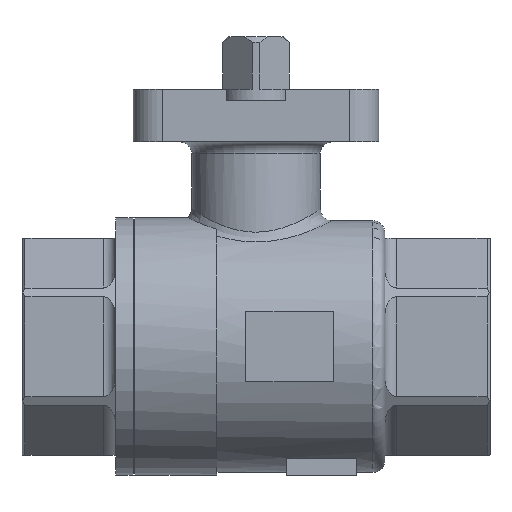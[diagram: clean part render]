
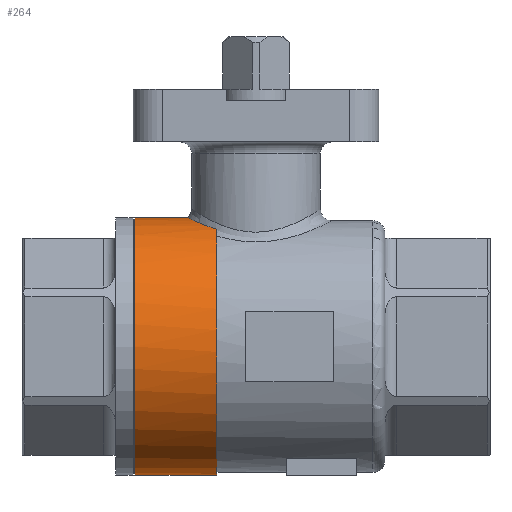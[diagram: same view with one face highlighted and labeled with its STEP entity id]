
A CAD part, left-side view. The second image highlights one B-rep face of the part: STEP entity #264.
In plain terms, the highlighted cylindrical face has radius 22 mm (diameter 44 mm), a full revolution.
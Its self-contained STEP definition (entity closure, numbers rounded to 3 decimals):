
#264 = ADVANCED_FACE( '', ( #608, #609 ), #610, .T. );
#608 = FACE_OUTER_BOUND( '', #1029, .T. );
#609 = FACE_OUTER_BOUND( '', #1030, .T. );
#610 = CYLINDRICAL_SURFACE( '', #1031, 22. );
#1029 = EDGE_LOOP( '', ( #2865, #2866 ) );
#1030 = EDGE_LOOP( '', ( #2867 ) );
#1031 = AXIS2_PLACEMENT_3D( '', #2868, #2869, #2870 );
#2865 = ORIENTED_EDGE( '', *, *, #3638, .F. );
#2866 = ORIENTED_EDGE( '', *, *, #3755, .T. );
#2867 = ORIENTED_EDGE( '', *, *, #3756, .T. );
#2868 = CARTESIAN_POINT( '', ( 0., -60., 0. ) );
#2869 = DIRECTION( '', ( 0., 1., 0. ) );
#2870 = DIRECTION( '', ( 0., 0., -1. ) );
#3638 = EDGE_CURVE( '', #4198, #4200, #4201, .T. );
#3755 = EDGE_CURVE( '', #4198, #4200, #4379, .T. );
#3756 = EDGE_CURVE( '', #4380, #4380, #4381, .T. );
#4198 = VERTEX_POINT( '', #4966 );
#4200 = VERTEX_POINT( '', #4986 );
#4201 = CIRCLE( '', #4987, 22. );
#4379 = B_SPLINE_CURVE_WITH_KNOTS( '', 3, ( #5413, #5414, #5415, #5416, #5417, #5418, #5419, #5420, #5421, #5422, #5423, #5424, #5425, #5426, #5427, #5428, #5429, #5430, #5431, #5432, #5433, #5434, #5435, #5436, #5437, #5438, #5439, #5440, #5441, #5442, #5443, #5444, #5445, #5446, #5447, #5448, #5449, #5450, #5451, #5452, #5453, #5454, #5455, #5456, #5457, #5458, #5459, #5460, #5461, #5462, #5463, #5464, #5465, #5466, #5467, #5468, #5469, #5470, #5471, #5472, #5473, #5474, #5475 ), .UNSPECIFIED., .F., .F., ( 4, 1, 1, 1, 1, 2, 2, 1, 1, 1, 1, 2, 2, 2, 1, 1, 2, 1, 1, 1, 2, 1, 2, 2, 2, 1, 1, 1, 2, 2, 1, 1, 2, 1, 1, 2, 1, 2, 2, 1, 1, 1, 1, 1, 4 ), ( 0.004, 0.005, 0.005, 0.006, 0.007, 0.007, 0.008, 0.009, 0.009, 0.01, 0.011, 0.011, 0.012, 0.012, 0.012, 0.012, 0.013, 0.014, 0.014, 0.015, 0.016, 0.016, 0.016, 0.016, 0.016, 0.017, 0.018, 0.018, 0.019, 0.019, 0.019, 0.019, 0.02, 0.02, 0.021, 0.022, 0.022, 0.022, 0.022, 0.022, 0.023, 0.024, 0.024, 0.025, 0.026 ), .UNSPECIFIED. );
#4380 = VERTEX_POINT( '', #5476 );
#4381 = CIRCLE( '', #5477, 22. );
#4966 = CARTESIAN_POINT( '', ( -8.987, 46.75, 20.081 ) );
#4986 = CARTESIAN_POINT( '', ( 8.987, 46.75, 20.081 ) );
#4987 = AXIS2_PLACEMENT_3D( '', #6200, #6201, #6202 );
#5413 = CARTESIAN_POINT( '', ( -8.987, 46.75, 20.081 ) );
#5414 = CARTESIAN_POINT( '', ( -8.862, 46.933, 20.137 ) );
#5415 = CARTESIAN_POINT( '', ( -8.603, 47.289, 20.25 ) );
#5416 = CARTESIAN_POINT( '', ( -8.19, 47.798, 20.421 ) );
#5417 = CARTESIAN_POINT( '', ( -7.75, 48.282, 20.592 ) );
#5418 = CARTESIAN_POINT( '', ( -7.283, 48.741, 20.761 ) );
#5419 = CARTESIAN_POINT( '', ( -6.954, 49.03, 20.873 ) );
#5420 = CARTESIAN_POINT( '', ( -6.616, 49.31, 20.982 ) );
#5421 = CARTESIAN_POINT( '', ( -6.442, 49.446, 21.036 ) );
#5422 = CARTESIAN_POINT( '', ( -6.084, 49.71, 21.143 ) );
#5423 = CARTESIAN_POINT( '', ( -5.72, 49.961, 21.246 ) );
#5424 = CARTESIAN_POINT( '', ( -5.156, 50.304, 21.39 ) );
#5425 = CARTESIAN_POINT( '', ( -4.571, 50.612, 21.523 ) );
#5426 = CARTESIAN_POINT( '', ( -3.968, 50.886, 21.642 ) );
#5427 = CARTESIAN_POINT( '', ( -3.551, 51.044, 21.713 ) );
#5428 = CARTESIAN_POINT( '', ( -3.128, 51.189, 21.778 ) );
#5429 = CARTESIAN_POINT( '', ( -2.913, 51.255, 21.807 ) );
#5430 = CARTESIAN_POINT( '', ( -2.666, 51.323, 21.838 ) );
#5431 = CARTESIAN_POINT( '', ( -2.639, 51.33, 21.841 ) );
#5432 = CARTESIAN_POINT( '', ( -2.584, 51.344, 21.848 ) );
#5433 = CARTESIAN_POINT( '', ( -2.501, 51.366, 21.857 ) );
#5434 = CARTESIAN_POINT( '', ( -2.309, 51.413, 21.879 ) );
#5435 = CARTESIAN_POINT( '', ( -2.143, 51.45, 21.896 ) );
#5436 = CARTESIAN_POINT( '', ( -1.812, 51.517, 21.926 ) );
#5437 = CARTESIAN_POINT( '', ( -1.368, 51.592, 21.961 ) );
#5438 = CARTESIAN_POINT( '', ( -0.699, 51.661, 21.992 ) );
#5439 = CARTESIAN_POINT( '', ( -0.024, 51.685, 22.003 ) );
#5440 = CARTESIAN_POINT( '', ( 0.429, 51.671, 21.997 ) );
#5441 = CARTESIAN_POINT( '', ( 0.713, 51.652, 21.989 ) );
#5442 = CARTESIAN_POINT( '', ( 0.798, 51.646, 21.986 ) );
#5443 = CARTESIAN_POINT( '', ( 0.883, 51.639, 21.982 ) );
#5444 = CARTESIAN_POINT( '', ( 0.94, 51.634, 21.98 ) );
#5445 = CARTESIAN_POINT( '', ( 0.969, 51.631, 21.979 ) );
#5446 = CARTESIAN_POINT( '', ( 1.111, 51.617, 21.972 ) );
#5447 = CARTESIAN_POINT( '', ( 1.224, 51.604, 21.966 ) );
#5448 = CARTESIAN_POINT( '', ( 1.562, 51.559, 21.946 ) );
#5449 = CARTESIAN_POINT( '', ( 2.008, 51.485, 21.912 ) );
#5450 = CARTESIAN_POINT( '', ( 2.664, 51.331, 21.841 ) );
#5451 = CARTESIAN_POINT( '', ( 3.308, 51.135, 21.753 ) );
#5452 = CARTESIAN_POINT( '', ( 3.729, 50.976, 21.683 ) );
#5453 = CARTESIAN_POINT( '', ( 3.964, 50.88, 21.64 ) );
#5454 = CARTESIAN_POINT( '', ( 3.99, 50.869, 21.635 ) );
#5455 = CARTESIAN_POINT( '', ( 4.042, 50.847, 21.626 ) );
#5456 = CARTESIAN_POINT( '', ( 4.119, 50.814, 21.611 ) );
#5457 = CARTESIAN_POINT( '', ( 4.299, 50.735, 21.576 ) );
#5458 = CARTESIAN_POINT( '', ( 4.451, 50.664, 21.545 ) );
#5459 = CARTESIAN_POINT( '', ( 4.752, 50.517, 21.482 ) );
#5460 = CARTESIAN_POINT( '', ( 5.145, 50.31, 21.393 ) );
#5461 = CARTESIAN_POINT( '', ( 5.712, 49.966, 21.248 ) );
#5462 = CARTESIAN_POINT( '', ( 6.076, 49.716, 21.145 ) );
#5463 = CARTESIAN_POINT( '', ( 6.343, 49.519, 21.066 ) );
#5464 = CARTESIAN_POINT( '', ( 6.475, 49.419, 21.026 ) );
#5465 = CARTESIAN_POINT( '', ( 6.606, 49.316, 20.985 ) );
#5466 = CARTESIAN_POINT( '', ( 6.671, 49.264, 20.964 ) );
#5467 = CARTESIAN_POINT( '', ( 6.692, 49.247, 20.957 ) );
#5468 = CARTESIAN_POINT( '', ( 6.735, 49.211, 20.944 ) );
#5469 = CARTESIAN_POINT( '', ( 6.928, 49.053, 20.882 ) );
#5470 = CARTESIAN_POINT( '', ( 7.28, 48.744, 20.763 ) );
#5471 = CARTESIAN_POINT( '', ( 7.748, 48.283, 20.592 ) );
#5472 = CARTESIAN_POINT( '', ( 8.189, 47.798, 20.421 ) );
#5473 = CARTESIAN_POINT( '', ( 8.604, 47.289, 20.249 ) );
#5474 = CARTESIAN_POINT( '', ( 8.862, 46.932, 20.137 ) );
#5475 = CARTESIAN_POINT( '', ( 8.987, 46.75, 20.081 ) );
#5476 = CARTESIAN_POINT( '', ( 0., 60.75, -22. ) );
#5477 = AXIS2_PLACEMENT_3D( '', #6347, #6348, #6349 );
#6200 = CARTESIAN_POINT( '', ( 0., 46.75, 0. ) );
#6201 = DIRECTION( '', ( 0., -1., 0. ) );
#6202 = DIRECTION( '', ( 0., 0., -1. ) );
#6347 = CARTESIAN_POINT( '', ( 0., 60.75, 0. ) );
#6348 = DIRECTION( '', ( 0., -1., 0. ) );
#6349 = DIRECTION( '', ( 0., 0., -1. ) );
